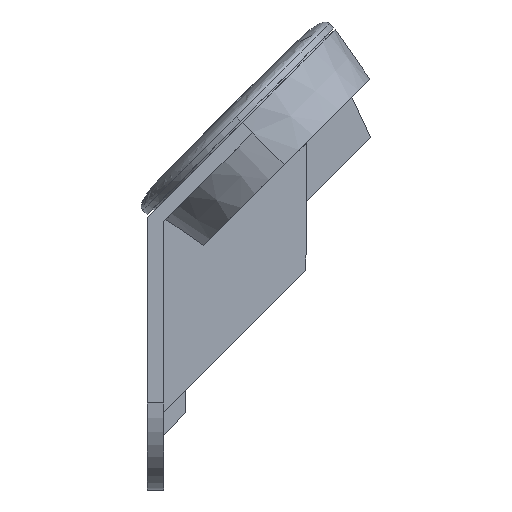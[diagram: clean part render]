
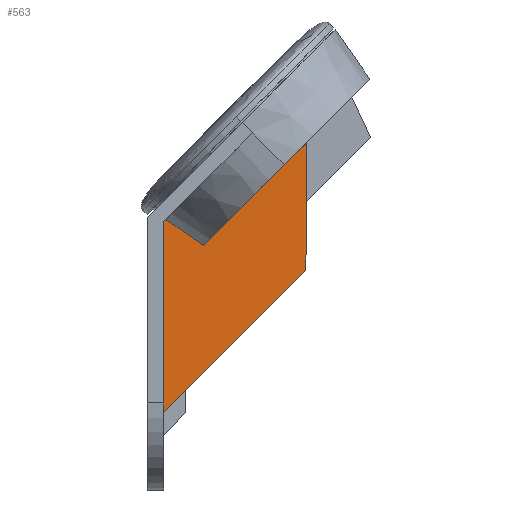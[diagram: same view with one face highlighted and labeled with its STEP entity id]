
A CAD part, left-side view. The second image highlights one B-rep face of the part: STEP entity #563.
In plain terms, the highlighted planar face has unit normal (-1, -0.012, -0.012).
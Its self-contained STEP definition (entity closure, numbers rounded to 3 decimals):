
#563=ADVANCED_FACE('',(#1319),#1320,.T.);
#1319=FACE_OUTER_BOUND('',#6062,.T.);
#1320=PLANE('',#6063);
#6062=EDGE_LOOP('',(#9235,#9236,#9237,#9238,#9239,#9240,#9241,#9242,#9243,#9244));
#6063=AXIS2_PLACEMENT_3D('',#9245,#9246,#9247);
#9235=ORIENTED_EDGE('',*,*,#11280,.T.);
#9236=ORIENTED_EDGE('',*,*,#11121,.T.);
#9237=ORIENTED_EDGE('',*,*,#11218,.F.);
#9238=ORIENTED_EDGE('',*,*,#11224,.T.);
#9239=ORIENTED_EDGE('',*,*,#11070,.T.);
#9240=ORIENTED_EDGE('',*,*,#11281,.T.);
#9241=ORIENTED_EDGE('',*,*,#11282,.T.);
#9242=ORIENTED_EDGE('',*,*,#11283,.T.);
#9243=ORIENTED_EDGE('',*,*,#11284,.T.);
#9244=ORIENTED_EDGE('',*,*,#11285,.F.);
#9245=CARTESIAN_POINT('',(-51.25,-15.271,17.352));
#9246=DIRECTION('',(-1.,-0.012,-0.012));
#9247=DIRECTION('',(-0.012,1.,0.));
#11070=EDGE_CURVE('',#12389,#12387,#12390,.T.);
#11121=EDGE_CURVE('',#12477,#12475,#12478,.T.);
#11218=EDGE_CURVE('',#12613,#12475,#12615,.F.);
#11224=EDGE_CURVE('',#12613,#12389,#12622,.T.);
#11280=EDGE_CURVE('',#12693,#12477,#12694,.F.);
#11281=EDGE_CURVE('',#12387,#12695,#12696,.T.);
#11282=EDGE_CURVE('',#12695,#12697,#12698,.T.);
#11283=EDGE_CURVE('',#12697,#12699,#12700,.T.);
#11284=EDGE_CURVE('',#12699,#12701,#12702,.T.);
#11285=EDGE_CURVE('',#12693,#12701,#12703,.T.);
#12387=VERTEX_POINT('',#14672);
#12389=VERTEX_POINT('',#14692);
#12390=LINE('',#14693,#14694);
#12475=VERTEX_POINT('',#14867);
#12477=VERTEX_POINT('',#14869);
#12478=LINE('',#14870,#14871);
#12613=VERTEX_POINT('',#15116);
#12615=(B_SPLINE_CURVE(2,(#15119,#15120,#15121),.UNSPECIFIED.,.F.,.F.)B_SPLINE_CURVE_WITH_KNOTS((3,3),(0.076,4.244),.UNSPECIFIED.)RATIONAL_B_SPLINE_CURVE((1.,1.001,1.))BOUNDED_CURVE()REPRESENTATION_ITEM('')GEOMETRIC_REPRESENTATION_ITEM()CURVE());
#12622=LINE('',#15137,#15138);
#12693=VERTEX_POINT('',#15238);
#12694=LINE('',#15239,#15240);
#12695=VERTEX_POINT('',#15241);
#12696=LINE('',#15242,#15243);
#12697=VERTEX_POINT('',#15244);
#12698=LINE('',#15245,#15246);
#12699=VERTEX_POINT('',#15247);
#12700=LINE('',#15248,#15249);
#12701=VERTEX_POINT('',#15250);
#12702=LINE('',#15251,#15252);
#12703=B_SPLINE_CURVE_WITH_KNOTS('',3,(#15253,#15254,#15255,#15256,#15257,#15258),.UNSPECIFIED.,.F.,.F.,(4,1,1,4),(0.0,0.333,0.667,0.963),.UNSPECIFIED.);
#14672=CARTESIAN_POINT('',(-51.118,-1.5,-7.081));
#14692=CARTESIAN_POINT('',(-51.322,-1.5,9.379));
#14693=CARTESIAN_POINT('',(-51.212,-1.5,0.493));
#14694=VECTOR('',#17431,1.0);
#14867=CARTESIAN_POINT('',(-51.25,-5.124,7.204));
#14869=CARTESIAN_POINT('',(-51.25,-13.682,15.762));
#14870=CARTESIAN_POINT('',(-51.25,-13.858,15.938));
#14871=VECTOR('',#17496,1.0);
#15116=CARTESIAN_POINT('',(-51.322,-1.7,9.579));
#15119=CARTESIAN_POINT('',(-51.25,-5.124,7.204));
#15120=CARTESIAN_POINT('',(-51.285,-3.47,8.35));
#15121=CARTESIAN_POINT('',(-51.322,-1.7,9.579));
#15137=CARTESIAN_POINT('',(-51.322,-6.936,14.815));
#15138=VECTOR('',#17577,1.0);
#15238=CARTESIAN_POINT('',(-51.25,-13.682,15.743));
#15239=CARTESIAN_POINT('',(-51.254,-13.677,16.119));
#15240=VECTOR('',#17625,1.0);
#15241=CARTESIAN_POINT('',(-51.108,-1.509,-7.953));
#15242=CARTESIAN_POINT('',(-51.288,-1.476,6.628));
#15243=VECTOR('',#17626,1.0);
#15244=CARTESIAN_POINT('',(-51.108,-14.43,4.969));
#15245=CARTESIAN_POINT('',(-51.108,-11.275,1.814));
#15246=VECTOR('',#17627,1.0);
#15247=CARTESIAN_POINT('',(-51.25,-14.432,16.493));
#15248=CARTESIAN_POINT('',(-51.184,-14.431,11.16));
#15249=VECTOR('',#17628,1.0);
#15250=CARTESIAN_POINT('',(-51.25,-13.791,15.852));
#15251=CARTESIAN_POINT('',(-51.25,-14.856,16.918));
#15252=VECTOR('',#17629,1.0);
#15253=CARTESIAN_POINT('',(-51.25,-13.682,15.743));
#15254=CARTESIAN_POINT('',(-51.25,-13.695,15.756));
#15255=CARTESIAN_POINT('',(-51.249,-13.72,15.781));
#15256=CARTESIAN_POINT('',(-51.252,-13.756,15.817));
#15257=CARTESIAN_POINT('',(-51.246,-13.78,15.841));
#15258=CARTESIAN_POINT('',(-51.246,-13.791,15.852));
#17431=DIRECTION('',(0.012,0.0,-1.));
#17496=DIRECTION('',(0.0,0.707,-0.707));
#17577=DIRECTION('',(0.0,0.707,-0.707));
#17625=DIRECTION('',(0.012,-0.012,-1.));
#17626=DIRECTION('',(0.012,-0.002,-1.));
#17627=DIRECTION('',(0.0,-0.707,0.707));
#17628=DIRECTION('',(-0.012,0.,1.));
#17629=DIRECTION('',(0.0,0.707,-0.707));
